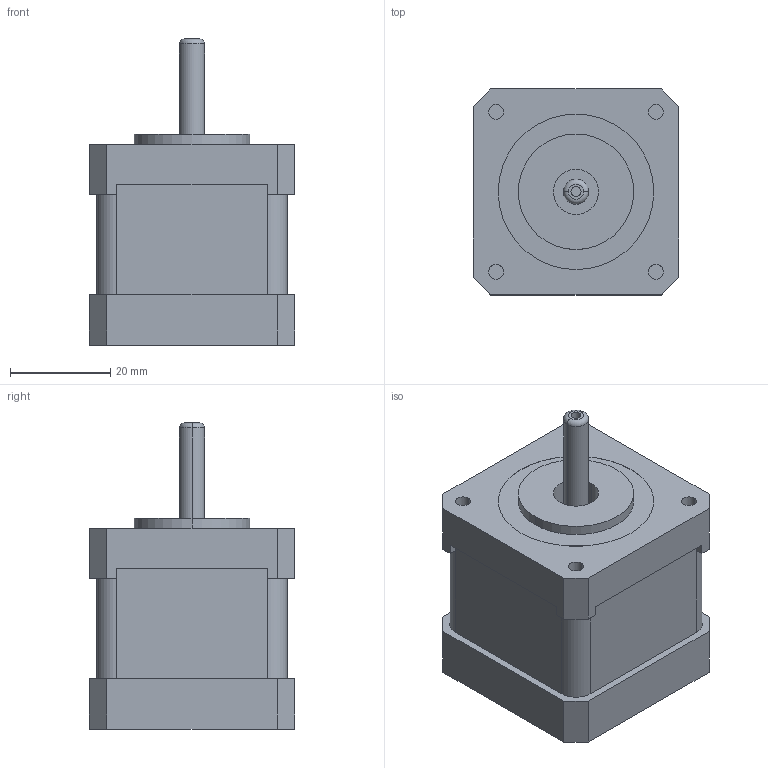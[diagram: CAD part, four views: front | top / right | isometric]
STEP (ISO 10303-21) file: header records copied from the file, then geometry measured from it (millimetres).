
FILE_DESCRIPTION(('CATIA V5 STEP Exchange'),'2;1');
FILE_NAME('nema17step motor.stp','2020-02-28T16:51:56+00:00',('none'),('none'),'CATIA Version 5 Release 21 GA (IN-10)','CATIA V5 STEP AP203','none');
FILE_SCHEMA(('CONFIG_CONTROL_DESIGN'));
Length unit declared in the file: millimetre
Products named in the file (1): Part1
Bounding box: 41 x 41 x 60.99 mm (x, y, z)
Volume: 61811.3 mm3; surface area: 10974.1 mm2
Topology: 1 solids, 1 shells, 161 faces, 388 edges, 254 vertices
Faces by surface type: plane 111, cylinder 36, torus 14
Entity records: 4217 total; most frequent: ORIENTED_EDGE 776, CARTESIAN_POINT 725, DIRECTION 552, EDGE_CURVE 388, VECTOR 280, LINE 280, VERTEX_POINT 254, AXIS2_PLACEMENT_3D 191
